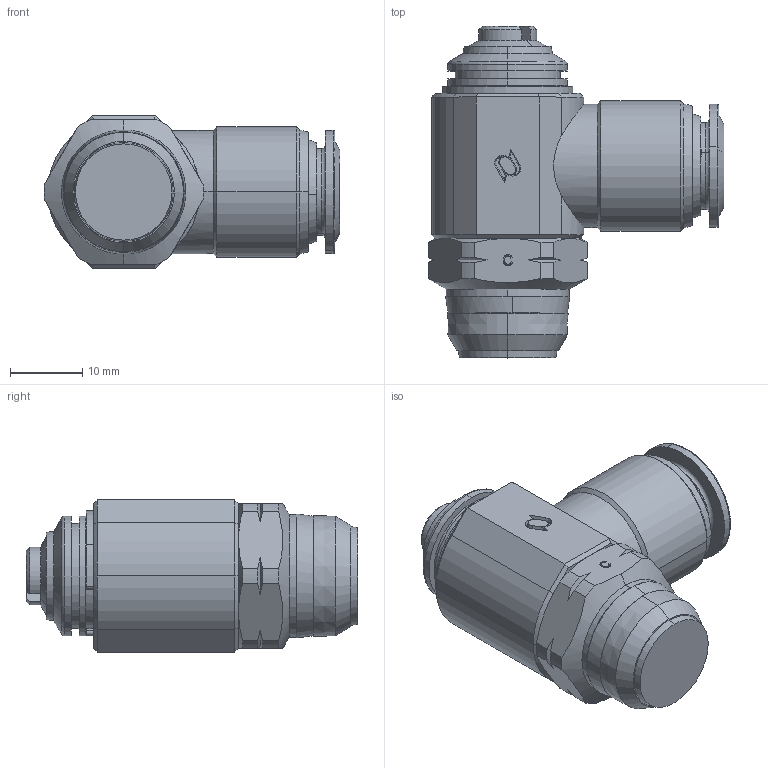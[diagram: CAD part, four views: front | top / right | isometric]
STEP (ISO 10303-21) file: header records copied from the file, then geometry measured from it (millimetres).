
FILE_DESCRIPTION (( 'STEP AP214' ), '1' );
FILE_NAME ('5790100012A.step', '2012-10-22T17:39:20', ( '' ), ( '' ), 'SwSTEP 2.0', 'SolidWorks 2012', '' );
FILE_SCHEMA (( 'AUTOMOTIVE_DESIGN' ));
Length unit declared in the file: millimetre
Products named in the file (1): 5790100012A
Bounding box: 40.84 x 45.81 x 21 mm (x, y, z)
Volume: 17297.1 mm3; surface area: 4827.2 mm2
Topology: 1 solids, 1 shells, 201 faces, 493 edges, 309 vertices
Faces by surface type: plane 75, cone 66, cylinder 46, bspline 8, torus 6
Entity records: 8030 total; most frequent: CARTESIAN_POINT 1996, DIRECTION 994, ORIENTED_EDGE 986, EDGE_CURVE 493, AXIS2_PLACEMENT_3D 385, VERTEX_POINT 309, LINE 224, VECTOR 224
